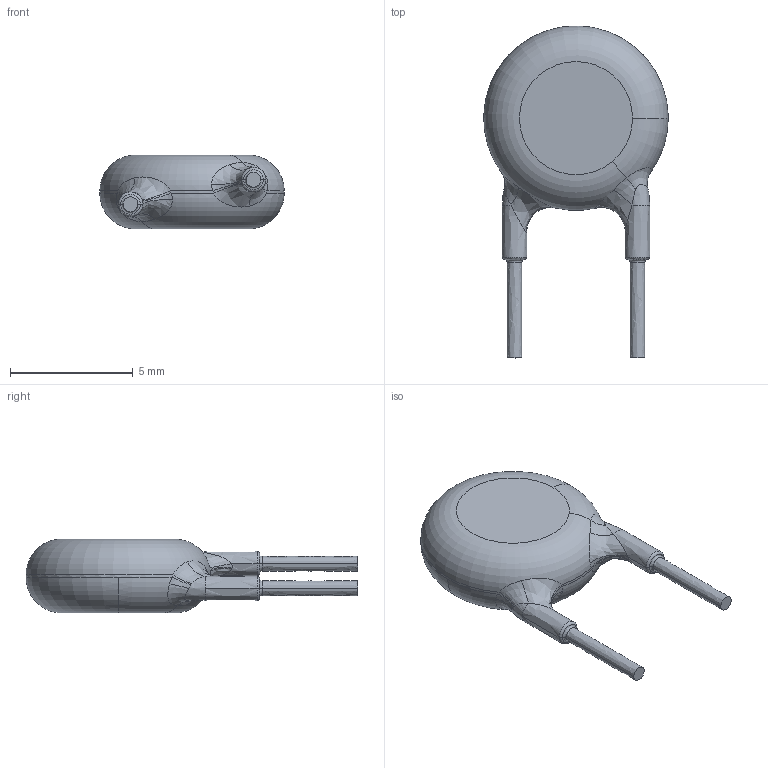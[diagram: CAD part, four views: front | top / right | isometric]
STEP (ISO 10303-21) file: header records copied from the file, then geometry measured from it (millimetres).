
FILE_DESCRIPTION((''),'2;1');
FILE_NAME('CDISK_P5X1_D7-5_TH3','2019-02-11T',('Dragos'),(''),'PRO/ENGINEER BY PARAMETRIC TECHNOLOGY CORPORATION, 2004440','PRO/ENGINEER BY PARAMETRIC TECHNOLOGY CORPORATION, 2004440','');
FILE_SCHEMA(('AUTOMOTIVE_DESIGN { 1 0 10303 214 1 1 1 1 }'));
Length unit declared in the file: millimetre
Products named in the file (1): CDISK_P5X1_D7-5_TH3
Bounding box: 7.5 x 13.5 x 3 mm (x, y, z)
Volume: 121.2 mm3; surface area: 160.6 mm2
Topology: 1 solids, 1 shells, 46 faces, 123 edges, 86 vertices
Faces by surface type: bspline 36, plane 4, torus 4, cylinder 2
Entity records: 4011 total; most frequent: CARTESIAN_POINT 2581, ORIENTED_EDGE 208, PRESENTATION_STYLE_ASSIGNMENT 137, STYLED_ITEM 131, CURVE_STYLE 130, DIRECTION 107, EDGE_CURVE 104, B_SPLINE_CURVE_WITH_KNOTS 70
